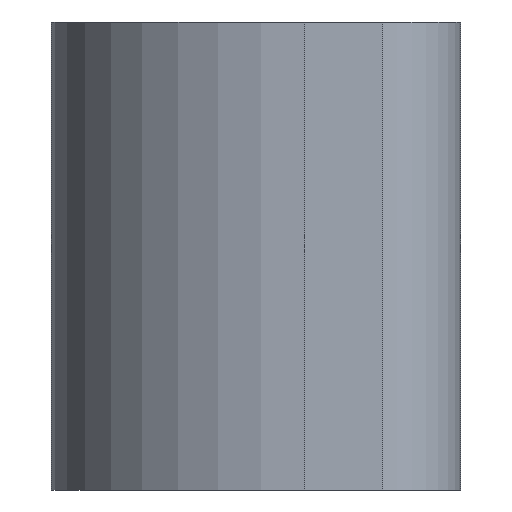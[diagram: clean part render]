
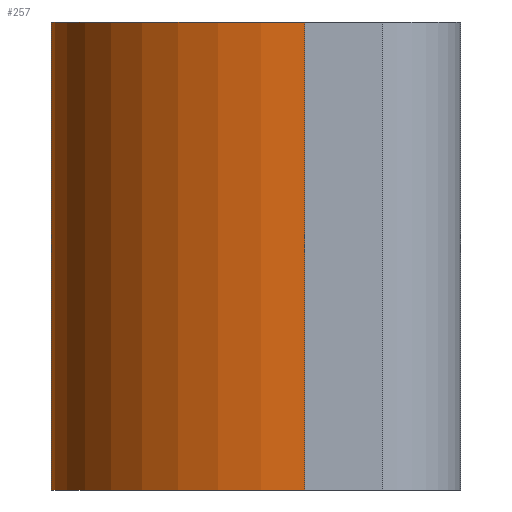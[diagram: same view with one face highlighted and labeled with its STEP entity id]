
A CAD part, left-side view. The second image highlights one B-rep face of the part: STEP entity #257.
In plain terms, the highlighted cylindrical face has radius 6.5 mm (diameter 13 mm), a partial arc.
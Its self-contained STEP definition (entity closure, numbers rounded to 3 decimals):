
#25 = CIRCLE ( 'NONE', #173, 6.5 ) ;
#70 = DIRECTION ( 'NONE',  ( 0., 0., -1. ) ) ;
#75 = DIRECTION ( 'NONE',  ( 0., 0., -1. ) ) ;
#98 = CARTESIAN_POINT ( 'NONE',  ( -27.5, 4., 6. ) ) ;
#102 = ORIENTED_EDGE ( 'NONE', *, *, #142, .T. ) ;
#108 = CARTESIAN_POINT ( 'NONE',  ( -14.5, 4., 6. ) ) ;
#114 = DIRECTION ( 'NONE',  ( 1., 0., 0. ) ) ;
#118 = DIRECTION ( 'NONE',  ( 0., 0., 1. ) ) ;
#122 = CARTESIAN_POINT ( 'NONE',  ( -21., 4., -6. ) ) ;
#142 = EDGE_CURVE ( 'NONE', #449, #437, #317, .T. ) ;
#143 = AXIS2_PLACEMENT_3D ( 'NONE', #273, #271, #268 ) ;
#148 = CARTESIAN_POINT ( 'NONE',  ( -14.5, 4., 6. ) ) ;
#153 = CARTESIAN_POINT ( 'NONE',  ( -14.5, 4., -6. ) ) ;
#172 = AXIS2_PLACEMENT_3D ( 'NONE', #122, #118, #114 ) ;
#173 = AXIS2_PLACEMENT_3D ( 'NONE', #291, #290, #264 ) ;
#199 = LINE ( 'NONE', #98, #425 ) ;
#218 = VERTEX_POINT ( 'NONE', #423 ) ;
#225 = VERTEX_POINT ( 'NONE', #394 ) ;
#241 = FACE_OUTER_BOUND ( 'NONE', #550, .T. ) ;
#257 = ADVANCED_FACE ( 'NONE', ( #241 ), #583, .T. ) ;
#264 = DIRECTION ( 'NONE',  ( 1., 0., 0. ) ) ;
#268 = DIRECTION ( 'NONE',  ( -1., 0., 0. ) ) ;
#271 = DIRECTION ( 'NONE',  ( 0., 0., -1. ) ) ;
#273 = CARTESIAN_POINT ( 'NONE',  ( -21., 4., 6. ) ) ;
#290 = DIRECTION ( 'NONE',  ( 0., 0., 1. ) ) ;
#291 = CARTESIAN_POINT ( 'NONE',  ( -21., 4., 6. ) ) ;
#297 = EDGE_CURVE ( 'NONE', #437, #218, #443, .T. ) ;
#303 = ORIENTED_EDGE ( 'NONE', *, *, #297, .T. ) ;
#309 = EDGE_CURVE ( 'NONE', #225, #218, #199, .T. ) ;
#317 = LINE ( 'NONE', #108, #552 ) ;
#394 = CARTESIAN_POINT ( 'NONE',  ( -27.5, 4., 6. ) ) ;
#398 = EDGE_CURVE ( 'NONE', #449, #225, #25, .T. ) ;
#423 = CARTESIAN_POINT ( 'NONE',  ( -27.5, 4., -6. ) ) ;
#425 = VECTOR ( 'NONE', #70, 1000. ) ;
#437 = VERTEX_POINT ( 'NONE', #153 ) ;
#443 = CIRCLE ( 'NONE', #172, 6.5 ) ;
#449 = VERTEX_POINT ( 'NONE', #148 ) ;
#464 = ORIENTED_EDGE ( 'NONE', *, *, #309, .F. ) ;
#506 = ORIENTED_EDGE ( 'NONE', *, *, #398, .F. ) ;
#550 = EDGE_LOOP ( 'NONE', ( #303, #464, #506, #102 ) ) ;
#552 = VECTOR ( 'NONE', #75, 1000. ) ;
#583 = CYLINDRICAL_SURFACE ( 'NONE', #143, 6.5 ) ;
